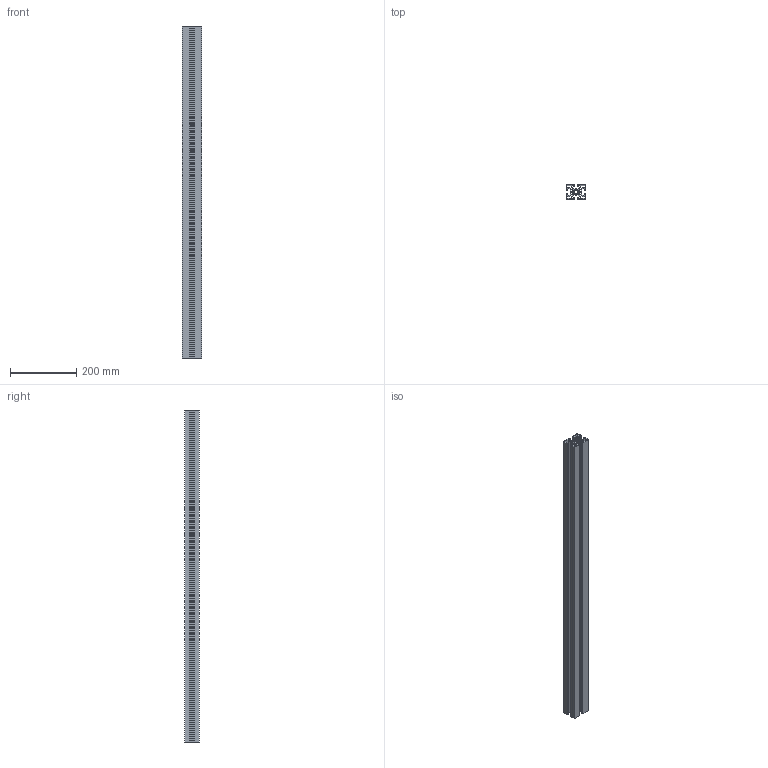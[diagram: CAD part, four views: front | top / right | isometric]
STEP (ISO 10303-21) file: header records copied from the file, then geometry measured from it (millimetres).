
FILE_DESCRIPTION (( 'STEP AP203' ), '1' );
FILE_NAME ('ALF-4560-10B.step', '2024-08-07T10:25:58', ( '' ), ( '' ), 'SwSTEP 2.0', 'SolidWorks 2022', '' );
FILE_SCHEMA (( 'CONFIG_CONTROL_DESIGN' ));
Length unit declared in the file: millimetre
Products named in the file (1): ALF-4560-10B
Bounding box: 60 x 45 x 1000 mm (x, y, z)
Volume: 906483.6 mm3; surface area: 783300 mm2
Topology: 1 solids, 1 shells, 263 faces, 783 edges, 522 vertices
Faces by surface type: plane 142, cylinder 121
Entity records: 8976 total; most frequent: CARTESIAN_POINT 1569, ORIENTED_EDGE 1566, DIRECTION 1553, EDGE_CURVE 783, LINE 541, VECTOR 541, VERTEX_POINT 522, AXIS2_PLACEMENT_3D 506
